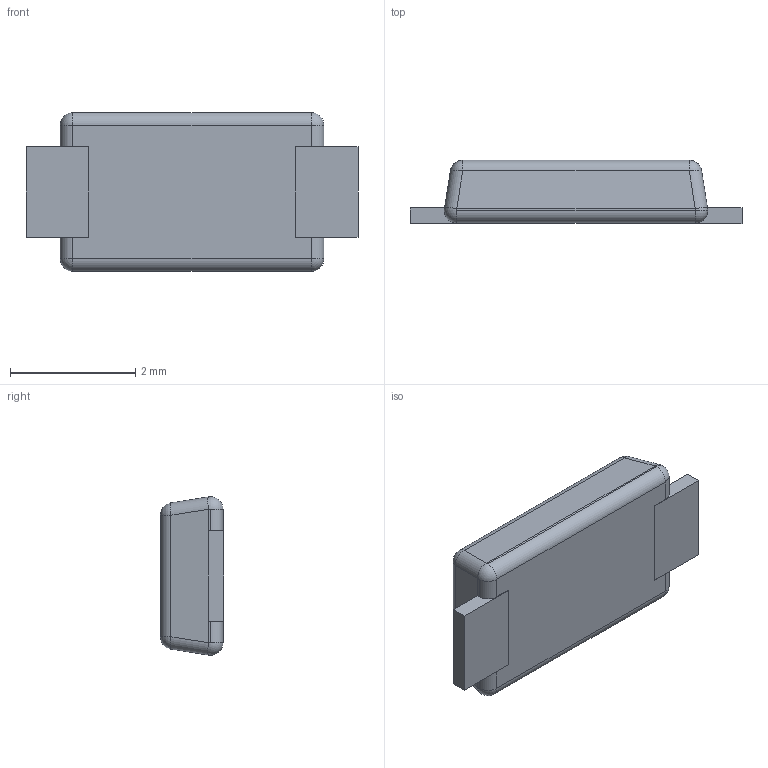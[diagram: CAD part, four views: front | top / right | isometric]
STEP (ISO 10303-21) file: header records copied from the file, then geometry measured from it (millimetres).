
FILE_DESCRIPTION (( 'STEP AP214' ), '1' );
FILE_NAME ('SMAF.STEP', '2019-08-21T06:15:26', ( '' ), ( '' ), 'SwSTEP 2.0', 'SolidWorks 2017', '' );
FILE_SCHEMA (( 'AUTOMOTIVE_DESIGN' ));
Length unit declared in the file: millimetre
Products named in the file (1): SMAF
Bounding box: 5.3 x 1.01 x 2.53 mm (x, y, z)
Volume: 10.2 mm3; surface area: 34.7 mm2
Topology: 1 solids, 1 shells, 60 faces, 146 edges, 80 vertices
Faces by surface type: plane 30, cylinder 20, sphere 10
Entity records: 2350 total; most frequent: DIRECTION 302, CARTESIAN_POINT 279, ORIENTED_EDGE 276, EDGE_CURVE 138, AXIS2_PLACEMENT_3D 103, LINE 96, VECTOR 96, VERTEX_POINT 80
